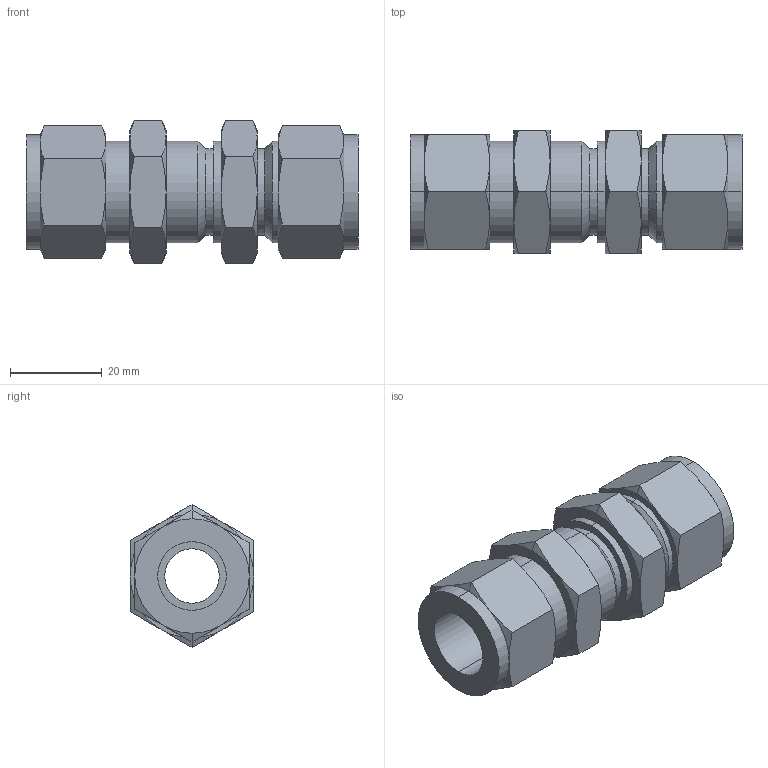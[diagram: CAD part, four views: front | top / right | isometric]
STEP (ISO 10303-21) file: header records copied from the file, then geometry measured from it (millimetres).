
FILE_DESCRIPTION (( 'STEP AP203' ), '1' );
FILE_NAME ('RizurLok-PG-14(O)-14(O).STEP', '2022-03-05T12:36:44', ( '' ), ( '' ), 'SwSTEP 2.0', 'SolidWorks 2020', '' );
FILE_SCHEMA (( 'CONFIG_CONTROL_DESIGN' ));
Length unit declared in the file: millimetre
Products named in the file (2): RizurLok-PG-14(O)-14(O)
Assembly tree (1 placements, depth 2):
  RizurLok-PG-14(O)-14(O)
    RizurLok-PG-14(O)-14(O)
Bounding box: 72.5 x 27 x 31.18 mm (x, y, z)
Volume: 25062.3 mm3; surface area: 11415.4 mm2
Topology: 1 solids, 1 shells, 401 faces, 1028 edges, 660 vertices
Faces by surface type: plane 161, bspline 150, cone 68, cylinder 22
Entity records: 18414 total; most frequent: CARTESIAN_POINT 9651, ORIENTED_EDGE 2056, DIRECTION 1246, EDGE_CURVE 1028, VERTEX_POINT 660, LINE 528, VECTOR 528, EDGE_LOOP 434
